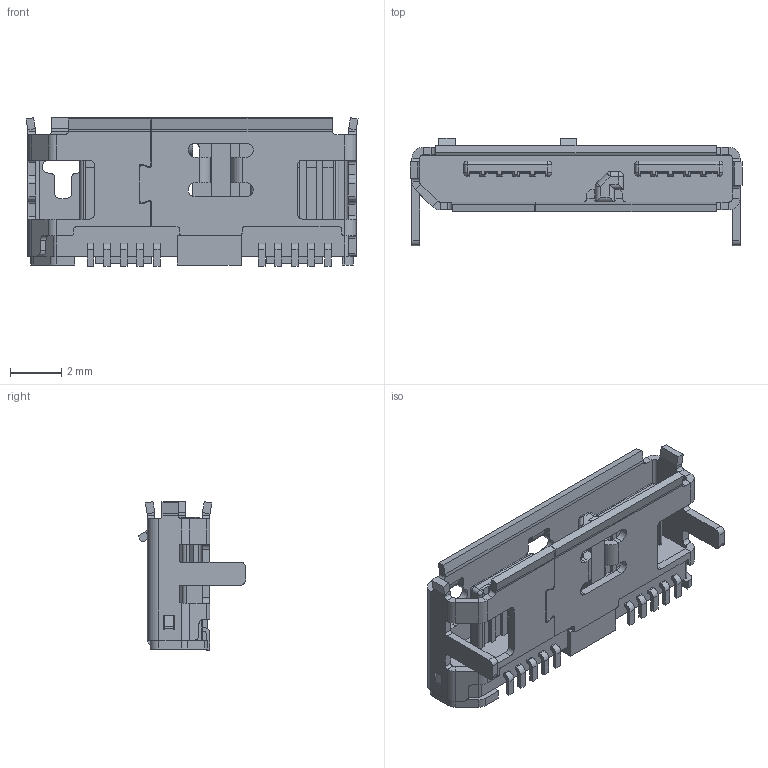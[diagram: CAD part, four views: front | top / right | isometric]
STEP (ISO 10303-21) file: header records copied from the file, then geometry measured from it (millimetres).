
FILE_DESCRIPTION (( 'STEP AP214' ), '1' );
FILE_NAME ('GSB343K331HR.STEP', '2023-01-26T02:55:54', ( '' ), ( '' ), 'SwSTEP 2.0', 'SolidWorks 2021', '' );
FILE_SCHEMA (( 'AUTOMOTIVE_DESIGN' ));
Length unit declared in the file: millimetre
Products named in the file (1): GSB343K331HR
Bounding box: 13 x 4.2 x 5.82 mm (x, y, z)
Volume: 85 mm3; surface area: 484.9 mm2
Topology: 22 solids, 22 shells, 673 faces, 1692 edges, 1051 vertices
Faces by surface type: plane 484, cylinder 178, sphere 11
Entity records: 20937 total; most frequent: CARTESIAN_POINT 3419, DIRECTION 3374, ORIENTED_EDGE 3364, EDGE_CURVE 1682, VECTOR 1330, LINE 1330, VERTEX_POINT 1051, AXIS2_PLACEMENT_3D 1022
